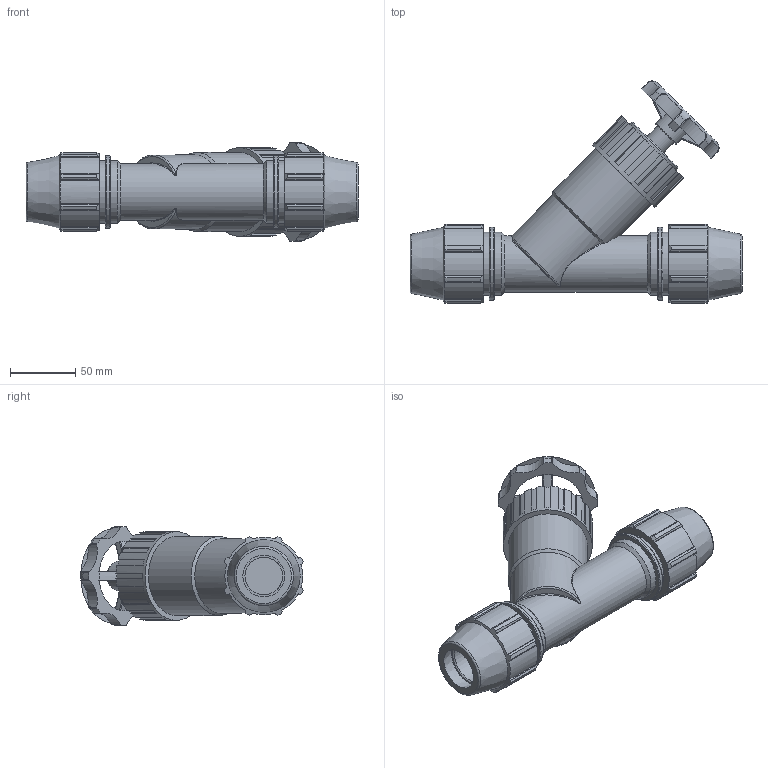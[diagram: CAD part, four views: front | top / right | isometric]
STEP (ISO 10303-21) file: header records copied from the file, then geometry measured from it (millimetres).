
FILE_DESCRIPTION(/* description */ ('PLASSON ANGLE SEAT VALVE 32-32'),/* implementation_level */ '2;1');
FILE_NAME(/* name */ '03046320.ipt.stp',/* time_stamp */ '2017-06-19T12:10:39+03:00',/* author */ ('KIM'),/* organization */ (''),/* preprocessor_version */ 'ST-DEVELOPER v15.6',/* originating_system */ 'Autodesk Inventor 2015',/* authorisation */ '');
FILE_SCHEMA (('AUTOMOTIVE_DESIGN { 1 0 10303 214 3 1 1 }'));
Length unit declared in the file: millimetre
Products named in the file (1): 03046320
Bounding box: 254 x 170.08 x 75.57 mm (x, y, z)
Volume: 682582.3 mm3; surface area: 106727 mm2
Topology: 1 solids, 1 shells, 358 faces, 980 edges, 636 vertices
Faces by surface type: plane 161, cylinder 108, bspline 41, cone 36, torus 12
Full cylindrical faces by diameter (mm): 18.144 x1, 22.68 x1, 28.8 x2, 32 x2, 43.2 x1, 48 x4, 49.896 x1, 55.68 x2, 60.48 x1, 68.04 x1
Entity records: 12711 total; most frequent: CARTESIAN_POINT 4170, ORIENTED_EDGE 1846, DIRECTION 1682, EDGE_CURVE 923, AXIS2_PLACEMENT_3D 641, VERTEX_POINT 618, EDGE_LOOP 415, LINE 400
